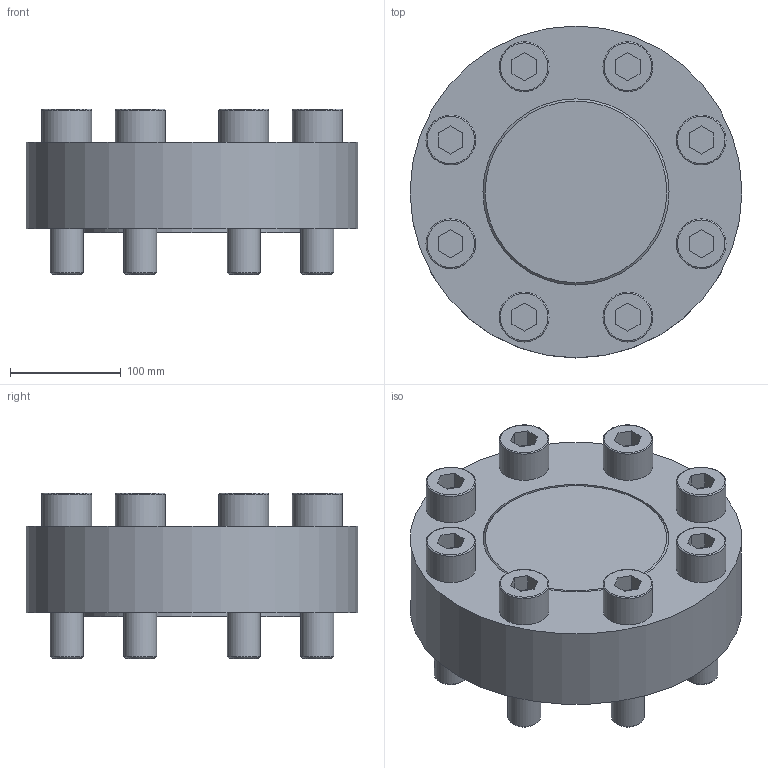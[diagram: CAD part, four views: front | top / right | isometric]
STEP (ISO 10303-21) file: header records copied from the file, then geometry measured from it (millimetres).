
FILE_DESCRIPTION(/* description */ ('STEP AP203'),/* implementation_level */ '2;1');
FILE_NAME(/* name */ 'Blind Flange FAB 150-0-01',/* time_stamp */ '2023-07-21T09:24:51+02:00',/* author */ ('License CC BY-ND 4.0'),/* organization */ ('CADENAS'),/* preprocessor_version */ 'ST-DEVELOPER v19.3',/* originating_system */ 'PARTsolutions',/* authorisation */ ' ');
FILE_SCHEMA (('CONFIG_CONTROL_DESIGN'));
Length unit declared in the file: millimetre
Products named in the file (1): Blindflansch FAB 150-0-01
Bounding box: 300 x 300 x 150 mm (x, y, z)
Volume: 6161455 mm3; surface area: 335460.5 mm2
Topology: 1 solids, 4 shells, 126 faces, 275 edges, 182 vertices
Faces by surface type: plane 81, cylinder 25, torus 11, cone 9
Full cylindrical faces by diameter (mm): 30 x8, 45 x8, 157.5 x2, 168.3 x2, 171.48 x2, 205 x2, 300 x1
Entity records: 3970 total; most frequent: DIRECTION 536, CARTESIAN_POINT 505, ORIENTED_EDGE 426, EDGE_CURVE 213, EDGE_LOOP 202, FACE_BOUND 202, AXIS2_PLACEMENT_3D 196, VERTEX_POINT 165
